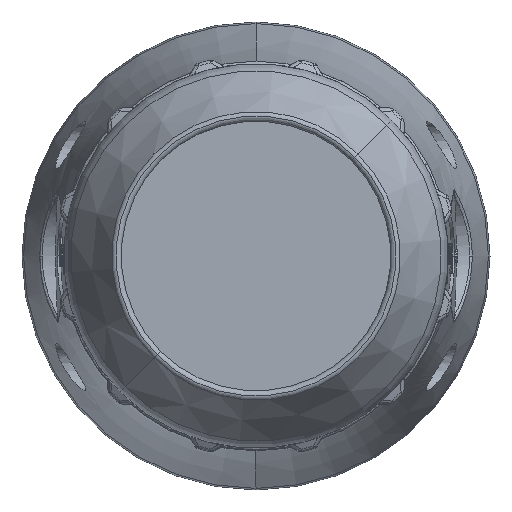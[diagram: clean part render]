
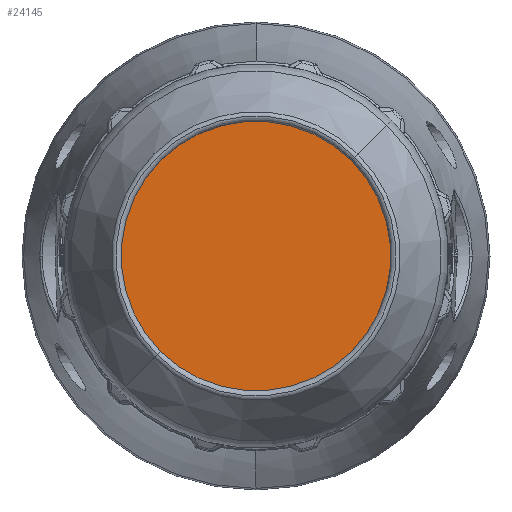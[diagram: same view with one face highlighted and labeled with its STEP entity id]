
A CAD part, left-side view. The second image highlights one B-rep face of the part: STEP entity #24145.
In plain terms, the highlighted planar face has unit normal (-1, 0, 0).
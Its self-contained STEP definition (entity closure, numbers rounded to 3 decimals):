
#6593=CARTESIAN_POINT('',(-35.,0.,0.));
#6594=DIRECTION('',(-1.,0.,0.));
#6595=DIRECTION('',(0.,-0.707,0.707));
#6596=AXIS2_PLACEMENT_3D('',#6593,#6594,#6595);
#6598=CARTESIAN_POINT('',(-35.,0.,0.));
#6599=DIRECTION('',(-1.,0.,0.));
#6600=DIRECTION('',(0.,0.707,-0.707));
#6601=AXIS2_PLACEMENT_3D('',#6598,#6599,#6600);
#11453=CARTESIAN_POINT('',(-35.,-8.839,8.839));
#11454=CARTESIAN_POINT('',(-35.,8.839,-8.839));
#11455=VERTEX_POINT('',#11453);
#11456=VERTEX_POINT('',#11454);
#24135=CARTESIAN_POINT('',(-35.,0.,0.));
#24136=DIRECTION('',(-1.,0.,0.));
#24137=DIRECTION('',(0.,1.,0.));
#24138=AXIS2_PLACEMENT_3D('',#24135,#24136,#24137);
#24139=PLANE('',#24138);
#24141=ORIENTED_EDGE('',*,*,#24140,.F.);
#24142=ORIENTED_EDGE('',*,*,#24125,.F.);
#24143=EDGE_LOOP('',(#24141,#24142));
#24144=FACE_OUTER_BOUND('',#24143,.F.);
#24145=ADVANCED_FACE('',(#24144),#24139,.T.);
#6597=CIRCLE('',#6596,12.5);
#6602=CIRCLE('',#6601,12.5);
#24125=EDGE_CURVE('',#11456,#11455,#6602,.T.);
#24140=EDGE_CURVE('',#11455,#11456,#6597,.T.);
